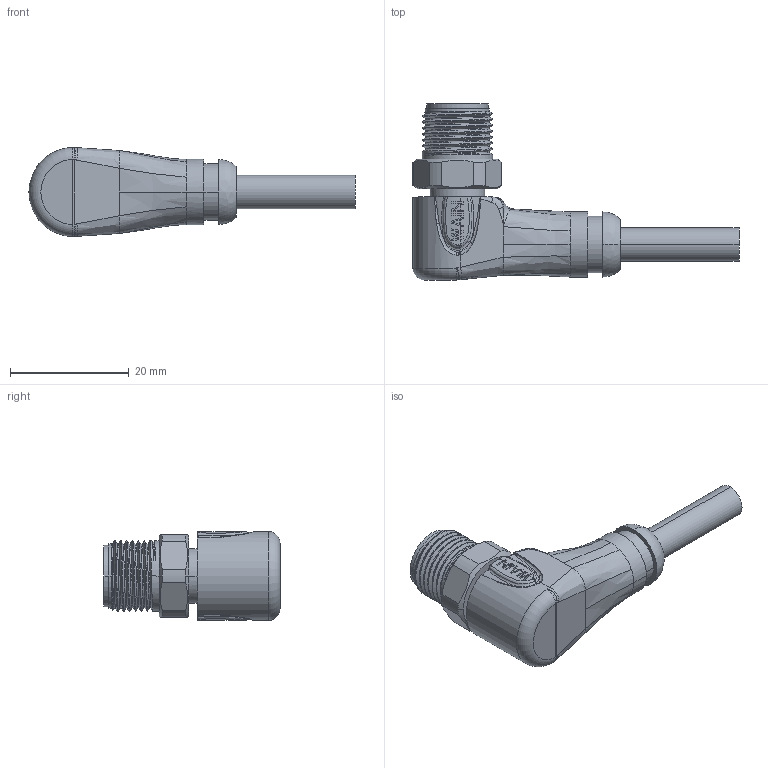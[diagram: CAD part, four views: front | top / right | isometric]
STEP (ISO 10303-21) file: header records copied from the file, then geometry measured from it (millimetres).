
FILE_DESCRIPTION((''),'2;1');
FILE_NAME('2970000005125_01-M12S-B0-304_SW','2023-12-12T',('13531'),(''),'PRO/ENGINEER BY PARAMETRIC TECHNOLOGY CORPORATION, 2012480','PRO/ENGINEER BY PARAMETRIC TECHNOLOGY CORPORATION, 2012480','');
FILE_SCHEMA(('CONFIG_CONTROL_DESIGN'));
Length unit declared in the file: millimetre
Products named in the file (1): 2970000005125_01-M12S-B0-304_SW
Bounding box: 55 x 29.7 x 15 mm (x, y, z)
Volume: 5448 mm3; surface area: 5559.3 mm2
Topology: 1 solids, 3 shells, 814 faces, 2262 edges, 1487 vertices
Faces by surface type: plane 375, cylinder 269, cone 59, bspline 52, extrusion 33, sphere 16, torus 10
Entity records: 47961 total; most frequent: CARTESIAN_POINT 15573, ORIENTED_EDGE 4436, DIRECTION 3918, PRESENTATION_STYLE_ASSIGNMENT 3006, STYLED_ITEM 2263, CURVE_STYLE 2261, EDGE_CURVE 2229, VERTEX_POINT 1485
